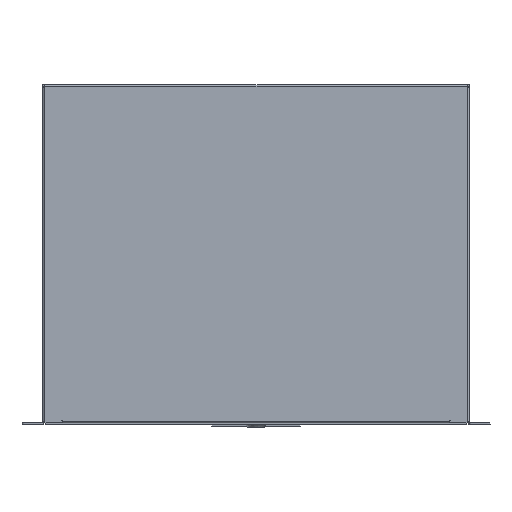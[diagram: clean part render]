
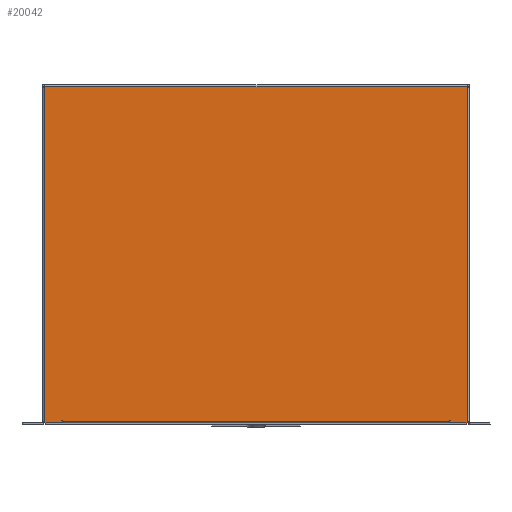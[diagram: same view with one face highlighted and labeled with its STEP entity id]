
A CAD part, top view. The second image highlights one B-rep face of the part: STEP entity #20042.
In plain terms, the highlighted planar face has unit normal (0, 0, 1).
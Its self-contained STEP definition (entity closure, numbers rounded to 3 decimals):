
#99 = CARTESIAN_POINT ( 'NONE',  ( 200., 3., 88.9 ) ) ;
#190 = CARTESIAN_POINT ( 'NONE',  ( -200.6, 8., 88.9 ) ) ;
#525 = VECTOR ( 'NONE', #27214, 1000. ) ;
#599 = VERTEX_POINT ( 'NONE', #190 ) ;
#681 = EDGE_CURVE ( 'NONE', #26758, #6668, #25342, .T. ) ;
#707 = LINE ( 'NONE', #99, #40090 ) ;
#869 = VERTEX_POINT ( 'NONE', #23682 ) ;
#960 = EDGE_CURVE ( 'NONE', #2635, #34509, #14159, .T. ) ;
#1009 = LINE ( 'NONE', #1612, #11482 ) ;
#1612 = CARTESIAN_POINT ( 'NONE',  ( -197., 6., 88.9 ) ) ;
#1613 = DIRECTION ( 'NONE',  ( 0., 1., 0. ) ) ;
#1696 = EDGE_CURVE ( 'NONE', #28140, #28613, #26513, .T. ) ;
#1989 = VERTEX_POINT ( 'NONE', #26894 ) ;
#2573 = DIRECTION ( 'NONE',  ( 0., -1., 0. ) ) ;
#2635 = VERTEX_POINT ( 'NONE', #33292 ) ;
#2928 = CARTESIAN_POINT ( 'NONE',  ( 200., 7.7, 88.9 ) ) ;
#3038 = VECTOR ( 'NONE', #24543, 1000. ) ;
#3384 = CARTESIAN_POINT ( 'NONE',  ( -197., 353.1, 88.9 ) ) ;
#3659 = CARTESIAN_POINT ( 'NONE',  ( -218.3, 3., 88.9 ) ) ;
#3803 = CARTESIAN_POINT ( 'NONE',  ( -197., 352.4, 88.9 ) ) ;
#4030 = ORIENTED_EDGE ( 'NONE', *, *, #7434, .T. ) ;
#5329 = CARTESIAN_POINT ( 'NONE',  ( -219.4, 6., 88.9 ) ) ;
#6046 = VECTOR ( 'NONE', #13271, 1000. ) ;
#6668 = VERTEX_POINT ( 'NONE', #33234 ) ;
#6717 = DIRECTION ( 'NONE',  ( 0., 0., -1. ) ) ;
#7013 = LINE ( 'NONE', #3384, #28773 ) ;
#7293 = CARTESIAN_POINT ( 'NONE',  ( 218.3, 7.162, 88.9 ) ) ;
#7380 = CARTESIAN_POINT ( 'NONE',  ( -218.1, 352.4, 88.9 ) ) ;
#7434 = EDGE_CURVE ( 'NONE', #38303, #1989, #9265, .T. ) ;
#7923 = DIRECTION ( 'NONE',  ( 0., -1., 0. ) ) ;
#8392 = CARTESIAN_POINT ( 'NONE',  ( 218.3, 352.4, 88.9 ) ) ;
#8718 = ORIENTED_EDGE ( 'NONE', *, *, #681, .T. ) ;
#8894 = VERTEX_POINT ( 'NONE', #21402 ) ;
#9265 = LINE ( 'NONE', #11659, #38322 ) ;
#9674 = EDGE_CURVE ( 'NONE', #34509, #15734, #7013, .T. ) ;
#9718 = CARTESIAN_POINT ( 'NONE',  ( 219.4, 6., 88.9 ) ) ;
#9804 = CARTESIAN_POINT ( 'NONE',  ( 200.6, 3., 88.9 ) ) ;
#10360 = DIRECTION ( 'NONE',  ( -1., 0., 0. ) ) ;
#10693 = CARTESIAN_POINT ( 'NONE',  ( -200.6, 6., 88.9 ) ) ;
#11482 = VECTOR ( 'NONE', #32055, 1000. ) ;
#11506 = VERTEX_POINT ( 'NONE', #10693 ) ;
#11525 = VECTOR ( 'NONE', #1613, 1000. ) ;
#11549 = CARTESIAN_POINT ( 'NONE',  ( -197., 3., 88.9 ) ) ;
#11659 = CARTESIAN_POINT ( 'NONE',  ( -197., 8., 88.9 ) ) ;
#12444 = DIRECTION ( 'NONE',  ( -1., 0., 0. ) ) ;
#13271 = DIRECTION ( 'NONE',  ( -1., 0., 0. ) ) ;
#13870 = AXIS2_PLACEMENT_3D ( 'NONE', #11549, #27200, #20689 ) ;
#13877 = VERTEX_POINT ( 'NONE', #8392 ) ;
#14155 = DIRECTION ( 'NONE',  ( 1., 0., 0. ) ) ;
#14159 = LINE ( 'NONE', #35503, #11525 ) ;
#14715 = CARTESIAN_POINT ( 'NONE',  ( 200.6, 6., 88.9 ) ) ;
#14842 = ORIENTED_EDGE ( 'NONE', *, *, #25272, .T. ) ;
#14902 = CARTESIAN_POINT ( 'NONE',  ( -218.1, 3., 88.9 ) ) ;
#15033 = EDGE_CURVE ( 'NONE', #15734, #26758, #20799, .T. ) ;
#15143 = LINE ( 'NONE', #37100, #21203 ) ;
#15419 = LINE ( 'NONE', #36752, #3038 ) ;
#15517 = LINE ( 'NONE', #31560, #29059 ) ;
#15734 = VERTEX_POINT ( 'NONE', #16473 ) ;
#15795 = DIRECTION ( 'NONE',  ( 0., -1., 0. ) ) ;
#16252 = LINE ( 'NONE', #9804, #16696 ) ;
#16473 = CARTESIAN_POINT ( 'NONE',  ( -218.1, 353.1, 88.9 ) ) ;
#16696 = VECTOR ( 'NONE', #28443, 1000. ) ;
#16763 = ORIENTED_EDGE ( 'NONE', *, *, #35088, .T. ) ;
#16776 = VECTOR ( 'NONE', #2573, 1000. ) ;
#17122 = ORIENTED_EDGE ( 'NONE', *, *, #31961, .T. ) ;
#17270 = AXIS2_PLACEMENT_3D ( 'NONE', #5329, #6717, #36974 ) ;
#17334 = EDGE_CURVE ( 'NONE', #25068, #11506, #1009, .T. ) ;
#17600 = EDGE_CURVE ( 'NONE', #599, #869, #15143, .T. ) ;
#18076 = EDGE_CURVE ( 'NONE', #11506, #599, #15419, .T. ) ;
#18395 = DIRECTION ( 'NONE',  ( 1., 0., 0. ) ) ;
#19000 = ORIENTED_EDGE ( 'NONE', *, *, #1696, .T. ) ;
#19291 = VERTEX_POINT ( 'NONE', #35160 ) ;
#19887 = FACE_OUTER_BOUND ( 'NONE', #32298, .T. ) ;
#20042 = ADVANCED_FACE ( 'NONE', ( #19887 ), #32295, .T. ) ;
#20689 = DIRECTION ( 'NONE',  ( 1., 0., 0. ) ) ;
#20799 = LINE ( 'NONE', #14902, #16776 ) ;
#21203 = VECTOR ( 'NONE', #18395, 1000. ) ;
#21402 = CARTESIAN_POINT ( 'NONE',  ( -218.3, 7.162, 88.9 ) ) ;
#21499 = CARTESIAN_POINT ( 'NONE',  ( 218.3, 3., 88.9 ) ) ;
#22069 = DIRECTION ( 'NONE',  ( 0., 0., -1. ) ) ;
#23353 = CARTESIAN_POINT ( 'NONE',  ( 200., 8., 88.9 ) ) ;
#23556 = LINE ( 'NONE', #3803, #6046 ) ;
#23682 = CARTESIAN_POINT ( 'NONE',  ( -200., 8., 88.9 ) ) ;
#23985 = ORIENTED_EDGE ( 'NONE', *, *, #17334, .T. ) ;
#24141 = ORIENTED_EDGE ( 'NONE', *, *, #31064, .T. ) ;
#24460 = VECTOR ( 'NONE', #10360, 1000. ) ;
#24543 = DIRECTION ( 'NONE',  ( 0., 1., 0. ) ) ;
#25068 = VERTEX_POINT ( 'NONE', #33103 ) ;
#25272 = EDGE_CURVE ( 'NONE', #13877, #2635, #23556, .T. ) ;
#25342 = LINE ( 'NONE', #34695, #24460 ) ;
#25793 = EDGE_CURVE ( 'NONE', #869, #19291, #26383, .T. ) ;
#26383 = LINE ( 'NONE', #35719, #39099 ) ;
#26513 = CIRCLE ( 'NONE', #31686, 1.6 ) ;
#26758 = VERTEX_POINT ( 'NONE', #7380 ) ;
#26894 = CARTESIAN_POINT ( 'NONE',  ( 200.6, 8., 88.9 ) ) ;
#27200 = DIRECTION ( 'NONE',  ( 0., 0., 1. ) ) ;
#27214 = DIRECTION ( 'NONE',  ( 0., 1., 0. ) ) ;
#28107 = DIRECTION ( 'NONE',  ( 0., 1., 0. ) ) ;
#28140 = VERTEX_POINT ( 'NONE', #36132 ) ;
#28443 = DIRECTION ( 'NONE',  ( 0., -1., 0. ) ) ;
#28613 = VERTEX_POINT ( 'NONE', #7293 ) ;
#28773 = VECTOR ( 'NONE', #12444, 1000. ) ;
#29059 = VECTOR ( 'NONE', #31168, 1000. ) ;
#29261 = EDGE_CURVE ( 'NONE', #1989, #35711, #16252, .T. ) ;
#29536 = EDGE_CURVE ( 'NONE', #28613, #13877, #30251, .T. ) ;
#29606 = CARTESIAN_POINT ( 'NONE',  ( -197., 6., 88.9 ) ) ;
#30154 = DIRECTION ( 'NONE',  ( 1., 0., 0. ) ) ;
#30251 = LINE ( 'NONE', #21499, #525 ) ;
#30381 = ORIENTED_EDGE ( 'NONE', *, *, #15033, .T. ) ;
#31064 = EDGE_CURVE ( 'NONE', #19291, #34586, #15517, .T. ) ;
#31068 = EDGE_CURVE ( 'NONE', #34586, #38303, #707, .T. ) ;
#31168 = DIRECTION ( 'NONE',  ( 1., 0., 0. ) ) ;
#31238 = ORIENTED_EDGE ( 'NONE', *, *, #29261, .T. ) ;
#31560 = CARTESIAN_POINT ( 'NONE',  ( -197., 7.7, 88.9 ) ) ;
#31616 = DIRECTION ( 'NONE',  ( 1., 0., 0. ) ) ;
#31686 = AXIS2_PLACEMENT_3D ( 'NONE', #9718, #22069, #31616 ) ;
#31880 = ORIENTED_EDGE ( 'NONE', *, *, #33967, .T. ) ;
#31961 = EDGE_CURVE ( 'NONE', #6668, #8894, #37547, .T. ) ;
#32055 = DIRECTION ( 'NONE',  ( 1., 0., 0. ) ) ;
#32295 = PLANE ( 'NONE',  #13870 ) ;
#32298 = EDGE_LOOP ( 'NONE', ( #31880, #19000, #38422, #14842, #34718, #38774, #30381, #8718, #17122, #16763, #23985, #38819, #38687, #32998, #24141, #34806, #4030, #31238 ) ) ;
#32765 = CARTESIAN_POINT ( 'NONE',  ( 218.1, 353.1, 88.9 ) ) ;
#32998 = ORIENTED_EDGE ( 'NONE', *, *, #25793, .T. ) ;
#33103 = CARTESIAN_POINT ( 'NONE',  ( -217.8, 6., 88.9 ) ) ;
#33234 = CARTESIAN_POINT ( 'NONE',  ( -218.3, 352.4, 88.9 ) ) ;
#33292 = CARTESIAN_POINT ( 'NONE',  ( 218.1, 352.4, 88.9 ) ) ;
#33379 = VECTOR ( 'NONE', #14155, 1000. ) ;
#33967 = EDGE_CURVE ( 'NONE', #35711, #28140, #36298, .T. ) ;
#34509 = VERTEX_POINT ( 'NONE', #32765 ) ;
#34586 = VERTEX_POINT ( 'NONE', #2928 ) ;
#34695 = CARTESIAN_POINT ( 'NONE',  ( -197., 352.4, 88.9 ) ) ;
#34718 = ORIENTED_EDGE ( 'NONE', *, *, #960, .T. ) ;
#34806 = ORIENTED_EDGE ( 'NONE', *, *, #31068, .T. ) ;
#35088 = EDGE_CURVE ( 'NONE', #8894, #25068, #37384, .T. ) ;
#35160 = CARTESIAN_POINT ( 'NONE',  ( -200., 7.7, 88.9 ) ) ;
#35503 = CARTESIAN_POINT ( 'NONE',  ( 218.1, 3., 88.9 ) ) ;
#35711 = VERTEX_POINT ( 'NONE', #14715 ) ;
#35719 = CARTESIAN_POINT ( 'NONE',  ( -200., 3., 88.9 ) ) ;
#36132 = CARTESIAN_POINT ( 'NONE',  ( 217.8, 6., 88.9 ) ) ;
#36298 = LINE ( 'NONE', #29606, #33379 ) ;
#36752 = CARTESIAN_POINT ( 'NONE',  ( -200.6, 3., 88.9 ) ) ;
#36974 = DIRECTION ( 'NONE',  ( 1., 0., 0. ) ) ;
#37100 = CARTESIAN_POINT ( 'NONE',  ( -197., 8., 88.9 ) ) ;
#37384 = CIRCLE ( 'NONE', #17270, 1.6 ) ;
#37547 = LINE ( 'NONE', #3659, #38238 ) ;
#38238 = VECTOR ( 'NONE', #15795, 1000. ) ;
#38303 = VERTEX_POINT ( 'NONE', #23353 ) ;
#38322 = VECTOR ( 'NONE', #30154, 1000. ) ;
#38422 = ORIENTED_EDGE ( 'NONE', *, *, #29536, .T. ) ;
#38687 = ORIENTED_EDGE ( 'NONE', *, *, #17600, .T. ) ;
#38774 = ORIENTED_EDGE ( 'NONE', *, *, #9674, .T. ) ;
#38819 = ORIENTED_EDGE ( 'NONE', *, *, #18076, .T. ) ;
#39099 = VECTOR ( 'NONE', #7923, 1000. ) ;
#40090 = VECTOR ( 'NONE', #28107, 1000. ) ;
